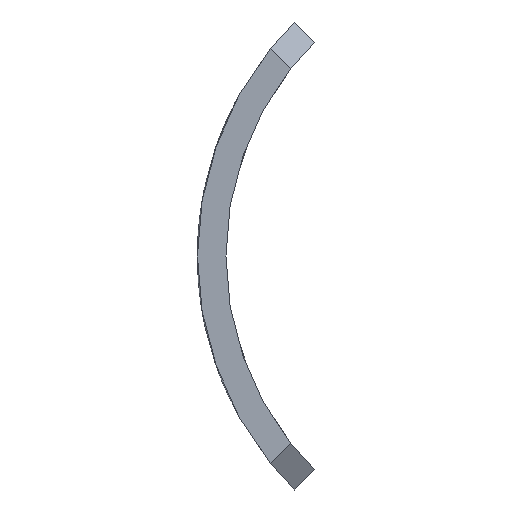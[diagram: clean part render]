
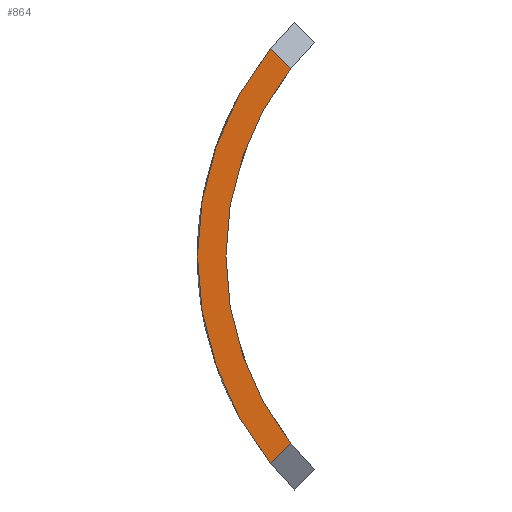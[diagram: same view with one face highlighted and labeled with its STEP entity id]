
A CAD part, left-side view. The second image highlights one B-rep face of the part: STEP entity #864.
In plain terms, the highlighted planar face has unit normal (-1, 0, 0).
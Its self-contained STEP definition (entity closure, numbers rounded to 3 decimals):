
#1 = AXIS2_PLACEMENT_3D ( 'NONE', #568, #369, #513 ) ;
#16 = DIRECTION ( 'NONE',  ( 0., 0.707, 0.708 ) ) ;
#39 = DIRECTION ( 'NONE',  ( 0., 0., -1. ) ) ;
#69 = VERTEX_POINT ( 'NONE', #392 ) ;
#95 = EDGE_CURVE ( 'NONE', #818, #862, #310, .T. ) ;
#100 = DIRECTION ( 'NONE',  ( 0., 0., -1. ) ) ;
#170 = EDGE_LOOP ( 'NONE', ( #197, #440, #736, #301 ) ) ;
#193 = LINE ( 'NONE', #467, #796 ) ;
#197 = ORIENTED_EDGE ( 'NONE', *, *, #95, .F. ) ;
#218 = FACE_OUTER_BOUND ( 'NONE', #170, .T. ) ;
#226 = CARTESIAN_POINT ( 'NONE',  ( 0., 18.068, 14.553 ) ) ;
#258 = DIRECTION ( 'NONE',  ( 1., 0., 0. ) ) ;
#265 = AXIS2_PLACEMENT_3D ( 'NONE', #669, #826, #39 ) ;
#301 = ORIENTED_EDGE ( 'NONE', *, *, #605, .T. ) ;
#310 = CIRCLE ( 'NONE', #265, 23.2 ) ;
#364 = AXIS2_PLACEMENT_3D ( 'NONE', #455, #258, #100 ) ;
#367 = LINE ( 'NONE', #515, #587 ) ;
#369 = DIRECTION ( 'NONE',  ( 1., 0., 0. ) ) ;
#392 = CARTESIAN_POINT ( 'NONE',  ( 0., 16.646, -13.129 ) ) ;
#433 = EDGE_CURVE ( 'NONE', #69, #730, #511, .T. ) ;
#440 = ORIENTED_EDGE ( 'NONE', *, *, #846, .T. ) ;
#455 = CARTESIAN_POINT ( 'NONE',  ( 0., 0., 0. ) ) ;
#467 = CARTESIAN_POINT ( 'NONE',  ( 0., 1.769, 1.767 ) ) ;
#511 = CIRCLE ( 'NONE', #364, 21.2 ) ;
#513 = DIRECTION ( 'NONE',  ( 0., 0., -1. ) ) ;
#515 = CARTESIAN_POINT ( 'NONE',  ( 0., 18.164, 14.648 ) ) ;
#568 = CARTESIAN_POINT ( 'NONE',  ( 0., 0., 0. ) ) ;
#572 = PLANE ( 'NONE',  #1 ) ;
#587 = VECTOR ( 'NONE', #16, 1000. ) ;
#605 = EDGE_CURVE ( 'NONE', #730, #862, #367, .T. ) ;
#611 = CARTESIAN_POINT ( 'NONE',  ( 0., 18.068, -14.553 ) ) ;
#666 = CARTESIAN_POINT ( 'NONE',  ( 0., 16.646, 13.129 ) ) ;
#669 = CARTESIAN_POINT ( 'NONE',  ( 0., 0., 0. ) ) ;
#730 = VERTEX_POINT ( 'NONE', #666 ) ;
#736 = ORIENTED_EDGE ( 'NONE', *, *, #433, .T. ) ;
#756 = DIRECTION ( 'NONE',  ( 0., -0.707, 0.708 ) ) ;
#796 = VECTOR ( 'NONE', #756, 1000. ) ;
#818 = VERTEX_POINT ( 'NONE', #611 ) ;
#826 = DIRECTION ( 'NONE',  ( 1., 0., 0. ) ) ;
#846 = EDGE_CURVE ( 'NONE', #818, #69, #193, .T. ) ;
#862 = VERTEX_POINT ( 'NONE', #226 ) ;
#864 = ADVANCED_FACE ( 'NONE', ( #218 ), #572, .F. ) ;
